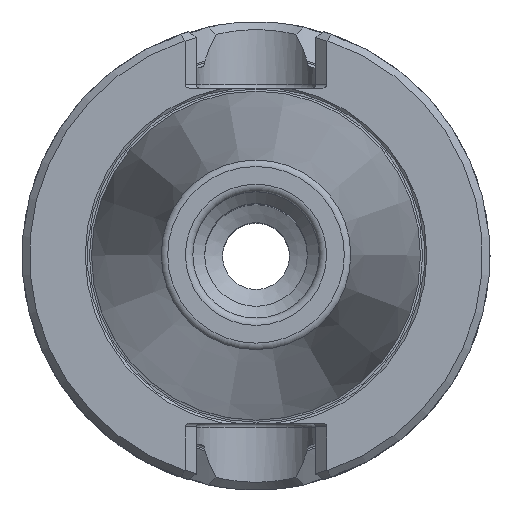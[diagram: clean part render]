
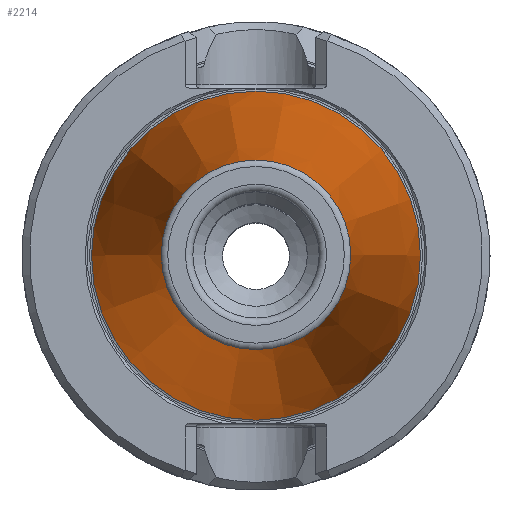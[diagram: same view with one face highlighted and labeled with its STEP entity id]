
A CAD part, top view. The second image highlights one B-rep face of the part: STEP entity #2214.
In plain terms, the highlighted conical face has half-angle 8.297 degrees and reference radius 12.396 mm.
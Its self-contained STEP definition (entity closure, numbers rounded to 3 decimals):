
#258=CONICAL_SURFACE('',#2366,12.396,0.145);
#348=ORIENTED_EDGE('',*,*,#712,.T.);
#349=ORIENTED_EDGE('',*,*,#711,.F.);
#711=EDGE_CURVE('',#911,#911,#1057,.F.);
#712=EDGE_CURVE('',#912,#912,#1058,.F.);
#911=VERTEX_POINT('',#3031);
#912=VERTEX_POINT('',#3034);
#1057=CIRCLE('',#2365,12.763);
#1058=CIRCLE('',#2367,22.149);
#1176=EDGE_LOOP('',(#348));
#1177=EDGE_LOOP('',(#349));
#1332=FACE_BOUND('',#1176,.T.);
#1333=FACE_BOUND('',#1177,.T.);
#2214=ADVANCED_FACE('',(#1332,#1333),#258,.T.);
#2365=AXIS2_PLACEMENT_3D('',#3030,#2636,#2637);
#2366=AXIS2_PLACEMENT_3D('',#3032,#2638,#2639);
#2367=AXIS2_PLACEMENT_3D('',#3033,#2640,#2641);
#2636=DIRECTION('',(0.,0.,-1.));
#2637=DIRECTION('',(-1.,0.,0.));
#2638=DIRECTION('',(0.,0.,-1.));
#2639=DIRECTION('',(-1.,0.,0.));
#2640=DIRECTION('',(0.,0.,-1.));
#2641=DIRECTION('',(-1.,0.,0.));
#3030=CARTESIAN_POINT('',(0.,0.,64.886));
#3031=CARTESIAN_POINT('',(-12.763,0.,64.886));
#3032=CARTESIAN_POINT('',(0.,0.,67.4));
#3033=CARTESIAN_POINT('',(0.,0.,0.524));
#3034=CARTESIAN_POINT('',(-22.149,0.,0.524));
